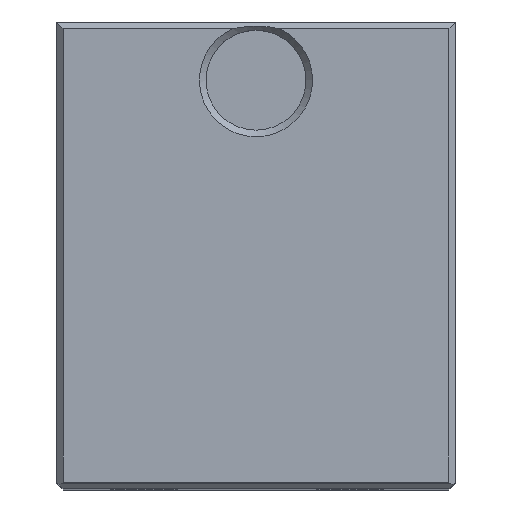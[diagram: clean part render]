
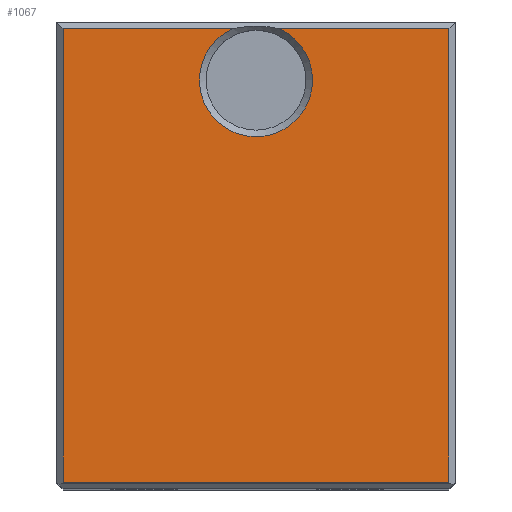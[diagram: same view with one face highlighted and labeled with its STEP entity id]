
A CAD part, top view. The second image highlights one B-rep face of the part: STEP entity #1067.
In plain terms, the highlighted planar face has unit normal (0, 0, 1).
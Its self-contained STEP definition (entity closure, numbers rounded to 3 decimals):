
#64=CIRCLE('',#1167,3.4);
#65=CIRCLE('',#1168,3.4);
#118=FACE_OUTER_BOUND('',#186,.T.);
#186=EDGE_LOOP('',(#911,#912,#913,#914,#915,#916,#917));
#302=LINE('',#1727,#420);
#305=LINE('',#1732,#423);
#306=LINE('',#1746,#424);
#308=LINE('',#1748,#426);
#309=LINE('',#1750,#427);
#420=VECTOR('',#1415,10.);
#423=VECTOR('',#1420,10.);
#424=VECTOR('',#1431,10.);
#426=VECTOR('',#1433,10.);
#427=VECTOR('',#1436,10.);
#515=VERTEX_POINT('',#1724);
#516=VERTEX_POINT('',#1726);
#517=VERTEX_POINT('',#1730);
#520=VERTEX_POINT('',#1740);
#521=VERTEX_POINT('',#1741);
#522=VERTEX_POINT('',#1745);
#523=VERTEX_POINT('',#1752);
#650=EDGE_CURVE('',#515,#516,#302,.T.);
#653=EDGE_CURVE('',#517,#515,#305,.T.);
#657=EDGE_CURVE('',#521,#522,#306,.T.);
#659=EDGE_CURVE('',#516,#520,#308,.T.);
#660=EDGE_CURVE('',#522,#517,#309,.T.);
#661=EDGE_CURVE('',#523,#521,#64,.T.);
#662=EDGE_CURVE('',#520,#523,#65,.T.);
#911=ORIENTED_EDGE('',*,*,#659,.F.);
#912=ORIENTED_EDGE('',*,*,#650,.F.);
#913=ORIENTED_EDGE('',*,*,#653,.F.);
#914=ORIENTED_EDGE('',*,*,#660,.F.);
#915=ORIENTED_EDGE('',*,*,#657,.F.);
#916=ORIENTED_EDGE('',*,*,#661,.F.);
#917=ORIENTED_EDGE('',*,*,#662,.F.);
#1008=PLANE('',#1166);
#1067=ADVANCED_FACE('',(#118),#1008,.T.);
#1166=AXIS2_PLACEMENT_3D('',#1751,#1437,#1438);
#1167=AXIS2_PLACEMENT_3D('',#1753,#1439,#1440);
#1168=AXIS2_PLACEMENT_3D('',#1754,#1441,#1442);
#1415=DIRECTION('',(0.,1.,0.));
#1420=DIRECTION('',(-1.,0.,0.));
#1431=DIRECTION('',(1.,0.,0.));
#1433=DIRECTION('',(1.,0.,0.));
#1436=DIRECTION('',(0.,-1.,0.));
#1437=DIRECTION('center_axis',(0.,0.,1.));
#1438=DIRECTION('ref_axis',(0.,-1.,0.));
#1439=DIRECTION('center_axis',(0.,0.,1.));
#1440=DIRECTION('ref_axis',(-1.,0.,0.));
#1441=DIRECTION('center_axis',(0.,0.,1.));
#1442=DIRECTION('ref_axis',(-1.,0.,0.));
#1724=CARTESIAN_POINT('',(-11.6,-82.749,-4.471));
#1726=CARTESIAN_POINT('',(-11.6,-55.496,-4.471));
#1727=CARTESIAN_POINT('',(-11.6,-62.11,-4.471));
#1730=CARTESIAN_POINT('',(11.6,-82.749,-4.471));
#1732=CARTESIAN_POINT('',(0.,-82.749,-4.471));
#1740=CARTESIAN_POINT('',(-1.396,-55.496,-4.471));
#1741=CARTESIAN_POINT('',(1.396,-55.496,-4.471));
#1745=CARTESIAN_POINT('',(11.6,-55.496,-4.471));
#1746=CARTESIAN_POINT('',(0.,-55.496,-4.471));
#1748=CARTESIAN_POINT('',(0.,-55.496,-4.471));
#1750=CARTESIAN_POINT('',(11.6,-62.11,-4.471));
#1751=CARTESIAN_POINT('Origin',(0.,-55.096,-4.471));
#1752=CARTESIAN_POINT('',(3.4,-58.596,-4.471));
#1753=CARTESIAN_POINT('Origin',(0.,-58.596,
-4.471));
#1754=CARTESIAN_POINT('Origin',(0.,-58.596,
-4.471));
